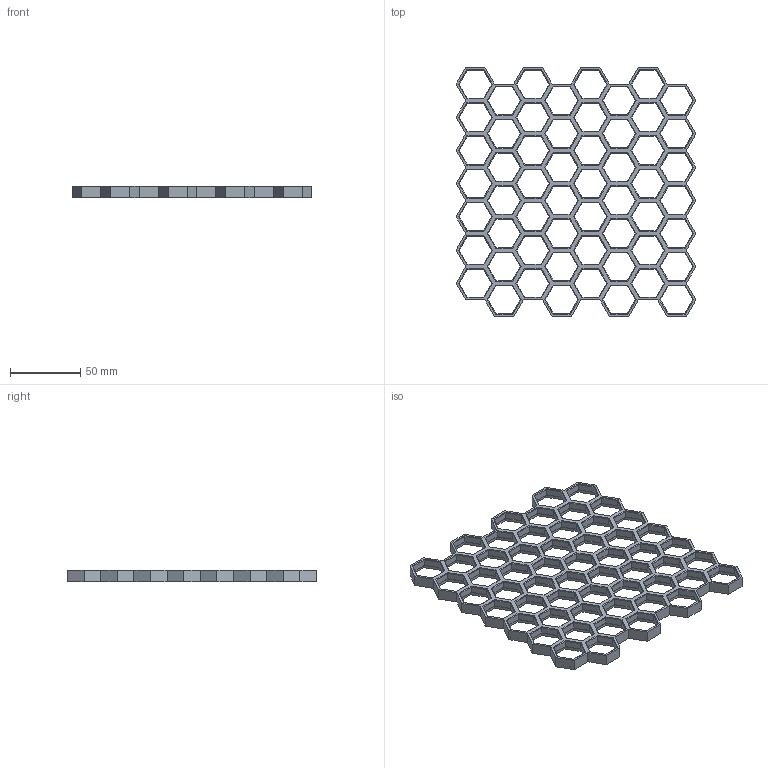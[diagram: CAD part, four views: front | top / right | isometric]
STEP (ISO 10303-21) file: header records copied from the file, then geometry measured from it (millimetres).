
FILE_DESCRIPTION(/* description */ (''),/* implementation_level */ '2;1');
FILE_NAME(/* name */ 'wall-honeycomb-part.step',/* time_stamp */ '2022-03-20T01:59:04+01:00',/* author */ (''),/* organization */ (''),/* preprocessor_version */ 'ST-DEVELOPER v18.1',/* originating_system */ 'Autodesk Translation Framework v10.13.0.1454',/* authorisation */ '');
FILE_SCHEMA (('AUTOMOTIVE_DESIGN { 1 0 10303 214 3 1 1 }'));
Length unit declared in the file: millimetre
Products named in the file (1): wall-honeycomb-part
Bounding box: 170.32 x 177 x 8 mm (x, y, z)
Volume: 50551 mm3; surface area: 50286.7 mm2
Topology: 1 solids, 1 shells, 1404 faces, 3198 edges, 1796 vertices
Faces by surface type: plane 1404
Entity records: 37482 total; most frequent: CARTESIAN_POINT 6399, ORIENTED_EDGE 6396, DIRECTION 6008, LINE 3198, VECTOR 3198, EDGE_CURVE 3198, VERTEX_POINT 1796, EDGE_LOOP 1516
